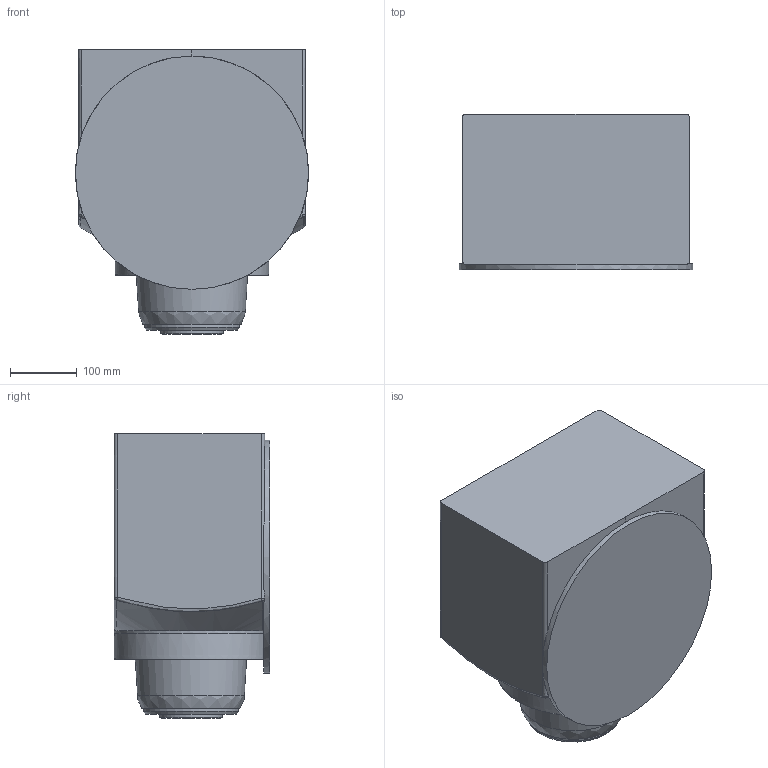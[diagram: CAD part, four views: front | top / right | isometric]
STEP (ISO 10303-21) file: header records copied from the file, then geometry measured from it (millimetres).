
FILE_DESCRIPTION(('FreeCAD Model'),'2;1');
FILE_NAME('Open CASCADE Shape Model','2025-08-17T14:38:03',(''),(''), 'Open CASCADE STEP processor 7.8','FreeCAD','Unknown');
FILE_SCHEMA(('AUTOMOTIVE_DESIGN { 1 0 10303 214 1 1 1 1 }'));
Length unit declared in the file: millimetre
Products named in the file (1): B
Bounding box: 349.6 x 233.2 x 426.2 mm (x, y, z)
Volume: 26216703.8 mm3; surface area: 565726.3 mm2
Topology: 1 solids, 1 shells, 45 faces, 107 edges, 60 vertices
Faces by surface type: bspline 23, plane 7, cylinder 4, revolution 4, sphere 4, cone 3
Full cylindrical faces by diameter (mm): 93.5 x1, 142 x1, 349.6 x1
Entity records: 1838 total; most frequent: CARTESIAN_POINT 1017, ORIENTED_EDGE 202, DIRECTION 102, EDGE_CURVE 101, B_SPLINE_CURVE_WITH_KNOTS 73, VERTEX_POINT 60, AXIS2_PLACEMENT_3D 47, FACE_BOUND 47
